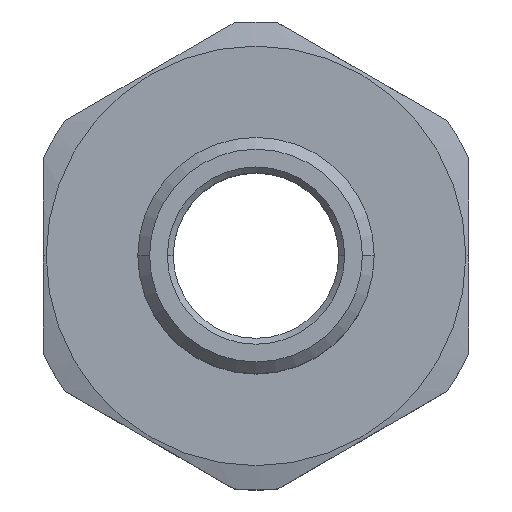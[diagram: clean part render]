
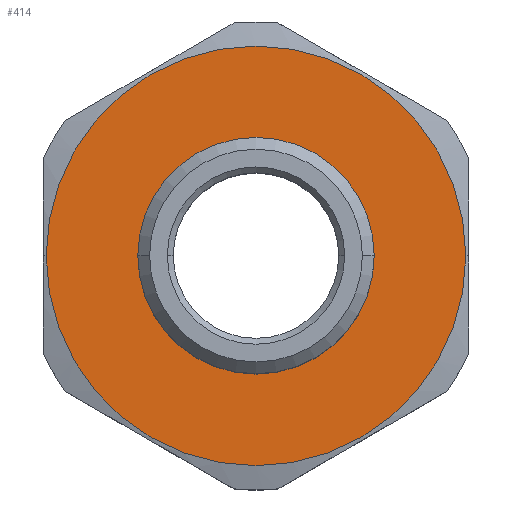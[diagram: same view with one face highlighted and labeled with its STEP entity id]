
A CAD part, top view. The second image highlights one B-rep face of the part: STEP entity #414.
In plain terms, the highlighted planar face has unit normal (0, 0, 1).
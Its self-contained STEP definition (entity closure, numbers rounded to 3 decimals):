
#82 = ORIENTED_EDGE ( 'NONE', *, *, #932, .F. ) ;
#115 = AXIS2_PLACEMENT_3D ( 'NONE', #610, #469, #1066 ) ;
#211 = DIRECTION ( 'NONE',  ( 0., 0., -1. ) ) ;
#258 = CARTESIAN_POINT ( 'NONE',  ( 0., 10., 19.7 ) ) ;
#316 = ORIENTED_EDGE ( 'NONE', *, *, #1126, .T. ) ;
#370 = VERTEX_POINT ( 'NONE', #533 ) ;
#414 = ADVANCED_FACE ( 'NONE', ( #694, #985 ), #905, .F. ) ;
#447 = CARTESIAN_POINT ( 'NONE',  ( 0., 10., 19.7 ) ) ;
#469 = DIRECTION ( 'NONE',  ( 0., 0., -1. ) ) ;
#516 = CARTESIAN_POINT ( 'NONE',  ( 0., -10., 19.7 ) ) ;
#533 = CARTESIAN_POINT ( 'NONE',  ( 17.75, 0., 19.7 ) ) ;
#538 = DIRECTION ( 'NONE',  ( 0., 0., -1. ) ) ;
#563 = DIRECTION ( 'NONE',  ( 0., 0., -1. ) ) ;
#610 = CARTESIAN_POINT ( 'NONE',  ( 0., 0., 19.7 ) ) ;
#673 = DIRECTION ( 'NONE',  ( 0., 1., 0. ) ) ;
#692 = AXIS2_PLACEMENT_3D ( 'NONE', #1403, #701, #705 ) ;
#694 = FACE_OUTER_BOUND ( 'NONE', #1332, .T. ) ;
#701 = DIRECTION ( 'NONE',  ( 0., 0., -1. ) ) ;
#705 = DIRECTION ( 'NONE',  ( -1., 0., 0. ) ) ;
#798 = CIRCLE ( 'NONE', #958, 10. ) ;
#880 = AXIS2_PLACEMENT_3D ( 'NONE', #1232, #563, #1467 ) ;
#884 = VERTEX_POINT ( 'NONE', #516 ) ;
#894 = CARTESIAN_POINT ( 'NONE',  ( -17.75, 0., 19.7 ) ) ;
#905 = PLANE ( 'NONE',  #965 ) ;
#932 = EDGE_CURVE ( 'NONE', #953, #370, #1180, .T. ) ;
#934 = EDGE_CURVE ( 'NONE', #1201, #884, #798, .T. ) ;
#935 = ORIENTED_EDGE ( 'NONE', *, *, #1103, .F. ) ;
#950 = ORIENTED_EDGE ( 'NONE', *, *, #934, .T. ) ;
#953 = VERTEX_POINT ( 'NONE', #894 ) ;
#958 = AXIS2_PLACEMENT_3D ( 'NONE', #1359, #538, #673 ) ;
#965 = AXIS2_PLACEMENT_3D ( 'NONE', #447, #211, #1023 ) ;
#985 = FACE_BOUND ( 'NONE', #1020, .T. ) ;
#1020 = EDGE_LOOP ( 'NONE', ( #950, #316 ) ) ;
#1023 = DIRECTION ( 'NONE',  ( -1., 0., 0. ) ) ;
#1066 = DIRECTION ( 'NONE',  ( 0., 1., 0. ) ) ;
#1103 = EDGE_CURVE ( 'NONE', #370, #953, #1395, .T. ) ;
#1126 = EDGE_CURVE ( 'NONE', #884, #1201, #1289, .T. ) ;
#1180 = CIRCLE ( 'NONE', #880, 17.75 ) ;
#1201 = VERTEX_POINT ( 'NONE', #258 ) ;
#1232 = CARTESIAN_POINT ( 'NONE',  ( 0., 0., 19.7 ) ) ;
#1289 = CIRCLE ( 'NONE', #115, 10. ) ;
#1332 = EDGE_LOOP ( 'NONE', ( #82, #935 ) ) ;
#1359 = CARTESIAN_POINT ( 'NONE',  ( 0., 0., 19.7 ) ) ;
#1395 = CIRCLE ( 'NONE', #692, 17.75 ) ;
#1403 = CARTESIAN_POINT ( 'NONE',  ( 0., 0., 19.7 ) ) ;
#1467 = DIRECTION ( 'NONE',  ( -1., 0., 0. ) ) ;
